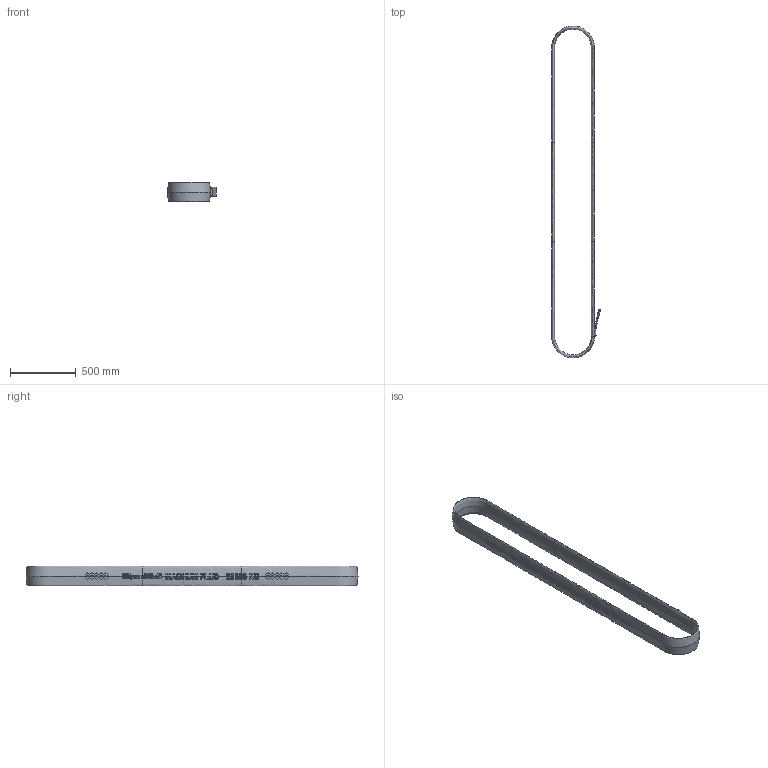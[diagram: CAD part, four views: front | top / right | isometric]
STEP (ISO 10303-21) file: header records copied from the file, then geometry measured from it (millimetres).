
FILE_DESCRIPTION(/* description */ (''),/* implementation_level */ '2;1');
FILE_NAME(/* name */ 'magnum_plus_25000',/* time_stamp */ '2015-09-16T09:37:21+03:00',/* author */ (''),/* organization */ (''),/* preprocessor_version */ 'ST-DEVELOPER v10',/* originating_system */ '',/* authorisation */ '');
FILE_SCHEMA (('AUTOMOTIVE_DESIGN_CC2'));
Length unit declared in the file: millimetre
Products named in the file (1): 1
Bounding box: 369.25 x 2523.95 x 150 mm (x, y, z)
Volume: 15305158.6 mm3; surface area: 1692906.9 mm2
Topology: 2 solids, 2 shells, 330 faces, 1226 edges, 952 vertices
Faces by surface type: bspline 328, plane 2
Entity records: 28575 total; most frequent: CARTESIAN_POINT 21863, ORIENTED_EDGE 2452, EDGE_CURVE 1226, VERTEX_POINT 952, B_SPLINE_CURVE_WITH_KNOTS 933, EDGE_LOOP 384, ADVANCED_FACE 330, FACE_OUTER_BOUND 330
